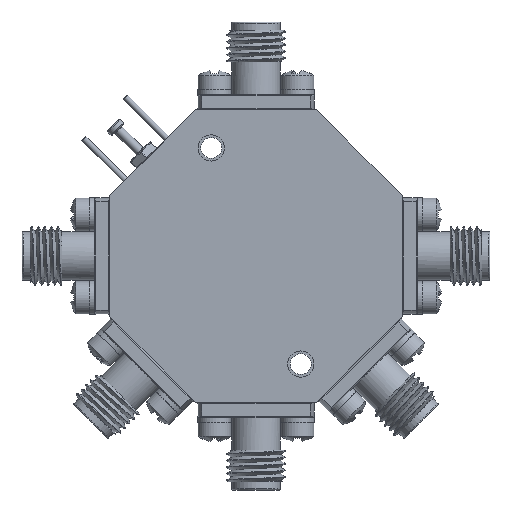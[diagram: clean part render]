
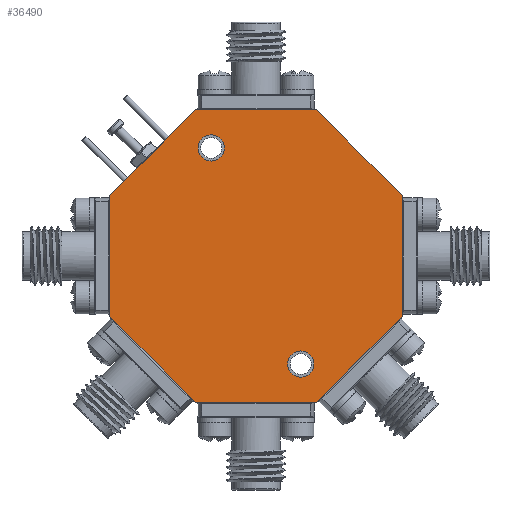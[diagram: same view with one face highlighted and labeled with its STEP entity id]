
A CAD part, front view. The second image highlights one B-rep face of the part: STEP entity #36490.
In plain terms, the highlighted planar face has unit normal (0, -1, 0).
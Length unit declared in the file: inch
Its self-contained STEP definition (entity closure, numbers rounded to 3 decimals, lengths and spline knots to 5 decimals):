
#9 = ORIENTED_EDGE ( 'NONE', *, *, #23634, .F. ) ;
#1401 = ORIENTED_EDGE ( 'NONE', *, *, #57119, .F. ) ;
#1726 = VECTOR ( 'NONE', #51427, 39.37008 ) ;
#2366 = ORIENTED_EDGE ( 'NONE', *, *, #25823, .F. ) ;
#3188 = ORIENTED_EDGE ( 'NONE', *, *, #48907, .F. ) ;
#3414 = EDGE_CURVE ( 'NONE', #25675, #25675, #46906, .T. ) ;
#3613 = AXIS2_PLACEMENT_3D ( 'NONE', #51950, #10162, #4308 ) ;
#4233 = ORIENTED_EDGE ( 'NONE', *, *, #3414, .F. ) ;
#4308 = DIRECTION ( 'NONE',  ( 0., 0., 1. ) ) ;
#6360 = ORIENTED_EDGE ( 'NONE', *, *, #50759, .F. ) ;
#8099 = DIRECTION ( 'NONE',  ( 0., 0., -1. ) ) ;
#8443 = ORIENTED_EDGE ( 'NONE', *, *, #22593, .F. ) ;
#9188 = CARTESIAN_POINT ( 'NONE',  ( 0.23395, -0.20332, -0.39569 ) ) ;
#9507 = DIRECTION ( 'NONE',  ( 1., 0., 0. ) ) ;
#9631 = AXIS2_PLACEMENT_3D ( 'NONE', #20565, #37875, #53239 ) ;
#10096 = LINE ( 'NONE', #16044, #55725 ) ;
#10162 = DIRECTION ( 'NONE',  ( 0., 1., 0. ) ) ;
#10381 = VERTEX_POINT ( 'NONE', #45081 ) ;
#12481 = CARTESIAN_POINT ( 'NONE',  ( -1.01605, -0.20332, -0.39569 ) ) ;
#13102 = LINE ( 'NONE', #49289, #41679 ) ;
#14806 = AXIS2_PLACEMENT_3D ( 'NONE', #24399, #28907, #8099 ) ;
#15439 = VECTOR ( 'NONE', #52374, 39.37008 ) ;
#16044 = CARTESIAN_POINT ( 'NONE',  ( -0.13216, -0.20332, -0.76181 ) ) ;
#18698 = CARTESIAN_POINT ( 'NONE',  ( -0.13216, -0.20332, -0.76181 ) ) ;
#19594 = FACE_OUTER_BOUND ( 'NONE', #68485, .T. ) ;
#19765 = CARTESIAN_POINT ( 'NONE',  ( -0.64993, -0.20332, 0.48819 ) ) ;
#19997 = VECTOR ( 'NONE', #28811, 39.37008 ) ;
#20565 = CARTESIAN_POINT ( 'NONE',  ( -0.1997, -0.20332, -0.59875 ) ) ;
#20705 = VERTEX_POINT ( 'NONE', #9188 ) ;
#21837 = CARTESIAN_POINT ( 'NONE',  ( 0.23395, -0.20332, -0.39569 ) ) ;
#22593 = EDGE_CURVE ( 'NONE', #53566, #10381, #39913, .T. ) ;
#23634 = EDGE_CURVE ( 'NONE', #65736, #28749, #13102, .T. ) ;
#24166 = EDGE_CURVE ( 'NONE', #49827, #28821, #10096, .T. ) ;
#24399 = CARTESIAN_POINT ( 'NONE',  ( -0.58239, -0.20332, 0.32513 ) ) ;
#24728 = EDGE_CURVE ( 'NONE', #34391, #34391, #30698, .T. ) ;
#25480 = LINE ( 'NONE', #31365, #68152 ) ;
#25675 = VERTEX_POINT ( 'NONE', #64278 ) ;
#25823 = EDGE_CURVE ( 'NONE', #28749, #20705, #46782, .T. ) ;
#28060 = DIRECTION ( 'NONE',  ( -0.707, 0., -0.707 ) ) ;
#28488 = CARTESIAN_POINT ( 'NONE',  ( -1.01605, -0.20332, 0.12208 ) ) ;
#28515 = VECTOR ( 'NONE', #63803, 39.37008 ) ;
#28749 = VERTEX_POINT ( 'NONE', #36693 ) ;
#28811 = DIRECTION ( 'NONE',  ( 0.707, 0., 0.707 ) ) ;
#28821 = VERTEX_POINT ( 'NONE', #50271 ) ;
#28907 = DIRECTION ( 'NONE',  ( 0., -1., 0. ) ) ;
#28919 = CARTESIAN_POINT ( 'NONE',  ( -1.01605, -0.20332, -0.39569 ) ) ;
#30308 = FACE_BOUND ( 'NONE', #37524, .T. ) ;
#30698 = CIRCLE ( 'NONE', #9631, 0.056 ) ;
#30928 = DIRECTION ( 'NONE',  ( -1., 0., 0. ) ) ;
#31365 = CARTESIAN_POINT ( 'NONE',  ( -0.64993, -0.20332, 0.48819 ) ) ;
#32839 = CARTESIAN_POINT ( 'NONE',  ( -0.64993, -0.20332, -0.76181 ) ) ;
#33936 = DIRECTION ( 'NONE',  ( 0.707, 0., -0.707 ) ) ;
#34391 = VERTEX_POINT ( 'NONE', #50465 ) ;
#35209 = PLANE ( 'NONE',  #3613 ) ;
#36490 = ADVANCED_FACE ( 'NONE', ( #30308, #57471, #19594 ), #35209, .F. ) ;
#36693 = CARTESIAN_POINT ( 'NONE',  ( 0.23395, -0.20332, 0.12208 ) ) ;
#37524 = EDGE_LOOP ( 'NONE', ( #53256 ) ) ;
#37875 = DIRECTION ( 'NONE',  ( 0., -1., 0. ) ) ;
#39913 = LINE ( 'NONE', #12481, #1726 ) ;
#39940 = ORIENTED_EDGE ( 'NONE', *, *, #45446, .F. ) ;
#41679 = VECTOR ( 'NONE', #33936, 39.37008 ) ;
#41940 = CARTESIAN_POINT ( 'NONE',  ( 0.23395, -0.20332, 0.12208 ) ) ;
#45081 = CARTESIAN_POINT ( 'NONE',  ( -1.01605, -0.20332, 0.12208 ) ) ;
#45446 = EDGE_CURVE ( 'NONE', #28821, #53566, #48170, .T. ) ;
#46042 = CARTESIAN_POINT ( 'NONE',  ( -0.13216, -0.20332, 0.48819 ) ) ;
#46782 = LINE ( 'NONE', #41940, #15439 ) ;
#46906 = CIRCLE ( 'NONE', #14806, 0.056 ) ;
#48170 = LINE ( 'NONE', #32839, #28515 ) ;
#48907 = EDGE_CURVE ( 'NONE', #10381, #62837, #54946, .T. ) ;
#49289 = CARTESIAN_POINT ( 'NONE',  ( -0.13216, -0.20332, 0.48819 ) ) ;
#49827 = VERTEX_POINT ( 'NONE', #18698 ) ;
#50271 = CARTESIAN_POINT ( 'NONE',  ( -0.64993, -0.20332, -0.76181 ) ) ;
#50465 = CARTESIAN_POINT ( 'NONE',  ( -0.1997, -0.20332, -0.65475 ) ) ;
#50759 = EDGE_CURVE ( 'NONE', #62837, #65736, #25480, .T. ) ;
#51427 = DIRECTION ( 'NONE',  ( 0., 0., 1. ) ) ;
#51950 = CARTESIAN_POINT ( 'NONE',  ( -0.39105, -0.20332, -0.13681 ) ) ;
#52374 = DIRECTION ( 'NONE',  ( 0., 0., -1. ) ) ;
#53239 = DIRECTION ( 'NONE',  ( 0., 0., -1. ) ) ;
#53256 = ORIENTED_EDGE ( 'NONE', *, *, #24728, .F. ) ;
#53566 = VERTEX_POINT ( 'NONE', #28919 ) ;
#54521 = LINE ( 'NONE', #21837, #65642 ) ;
#54946 = LINE ( 'NONE', #28488, #19997 ) ;
#55725 = VECTOR ( 'NONE', #30928, 39.37008 ) ;
#57119 = EDGE_CURVE ( 'NONE', #20705, #49827, #54521, .T. ) ;
#57471 = FACE_BOUND ( 'NONE', #63468, .T. ) ;
#60490 = ORIENTED_EDGE ( 'NONE', *, *, #24166, .F. ) ;
#62837 = VERTEX_POINT ( 'NONE', #19765 ) ;
#63468 = EDGE_LOOP ( 'NONE', ( #4233 ) ) ;
#63803 = DIRECTION ( 'NONE',  ( -0.707, 0., 0.707 ) ) ;
#64278 = CARTESIAN_POINT ( 'NONE',  ( -0.58239, -0.20332, 0.26913 ) ) ;
#65642 = VECTOR ( 'NONE', #28060, 39.37008 ) ;
#65736 = VERTEX_POINT ( 'NONE', #46042 ) ;
#68152 = VECTOR ( 'NONE', #9507, 39.37008 ) ;
#68485 = EDGE_LOOP ( 'NONE', ( #9, #6360, #3188, #8443, #39940, #60490, #1401, #2366 ) ) ;
